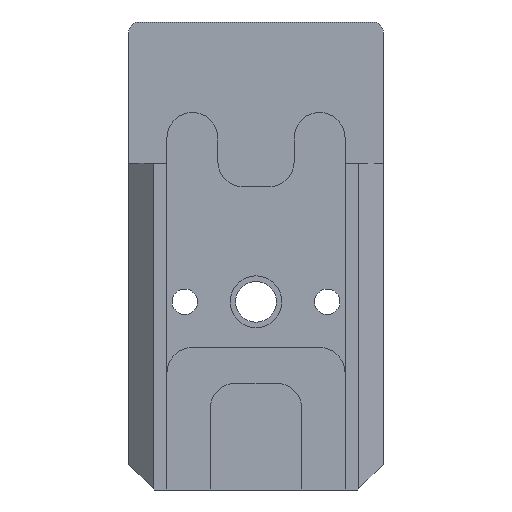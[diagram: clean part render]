
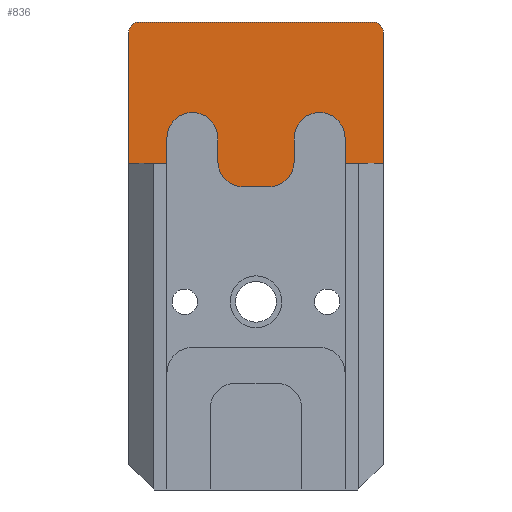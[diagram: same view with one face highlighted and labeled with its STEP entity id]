
A CAD part, front view. The second image highlights one B-rep face of the part: STEP entity #836.
In plain terms, the highlighted planar face has unit normal (0, -1, 0).
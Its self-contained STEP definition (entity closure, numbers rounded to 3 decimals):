
#63=CIRCLE('',#914,1.);
#64=CIRCLE('',#917,2.5);
#65=CIRCLE('',#918,2.5);
#66=CIRCLE('',#919,2.5);
#67=CIRCLE('',#920,2.5);
#68=CIRCLE('',#921,1.);
#99=FACE_OUTER_BOUND('',#155,.T.);
#155=EDGE_LOOP('',(#621,#622,#623,#624,#625,#626,#627,#628,#629,#630,#631,
#632,#633,#634,#635,#636));
#237=LINE('',#1322,#317);
#239=LINE('',#1326,#319);
#240=LINE('',#1328,#320);
#241=LINE('',#1330,#321);
#242=LINE('',#1334,#322);
#243=LINE('',#1338,#323);
#244=LINE('',#1342,#324);
#245=LINE('',#1346,#325);
#246=LINE('',#1348,#326);
#247=LINE('',#1350,#327);
#317=VECTOR('',#1055,10.);
#319=VECTOR('',#1059,10.);
#320=VECTOR('',#1060,10.);
#321=VECTOR('',#1061,10.);
#322=VECTOR('',#1064,10.);
#323=VECTOR('',#1067,10.);
#324=VECTOR('',#1070,10.);
#325=VECTOR('',#1073,10.);
#326=VECTOR('',#1074,10.);
#327=VECTOR('',#1075,10.);
#400=VERTEX_POINT('',#1315);
#401=VERTEX_POINT('',#1316);
#402=VERTEX_POINT('',#1321);
#403=VERTEX_POINT('',#1325);
#404=VERTEX_POINT('',#1327);
#405=VERTEX_POINT('',#1329);
#406=VERTEX_POINT('',#1331);
#407=VERTEX_POINT('',#1333);
#408=VERTEX_POINT('',#1335);
#409=VERTEX_POINT('',#1337);
#410=VERTEX_POINT('',#1339);
#411=VERTEX_POINT('',#1341);
#412=VERTEX_POINT('',#1343);
#413=VERTEX_POINT('',#1345);
#414=VERTEX_POINT('',#1347);
#415=VERTEX_POINT('',#1349);
#487=EDGE_CURVE('',#400,#401,#63,.T.);
#490=EDGE_CURVE('',#401,#402,#237,.T.);
#492=EDGE_CURVE('',#403,#400,#239,.T.);
#493=EDGE_CURVE('',#404,#403,#240,.T.);
#494=EDGE_CURVE('',#405,#404,#241,.T.);
#495=EDGE_CURVE('',#406,#405,#64,.F.);
#496=EDGE_CURVE('',#407,#406,#242,.T.);
#497=EDGE_CURVE('',#407,#408,#65,.T.);
#498=EDGE_CURVE('',#409,#408,#243,.T.);
#499=EDGE_CURVE('',#409,#410,#66,.T.);
#500=EDGE_CURVE('',#411,#410,#244,.T.);
#501=EDGE_CURVE('',#412,#411,#67,.F.);
#502=EDGE_CURVE('',#413,#412,#245,.T.);
#503=EDGE_CURVE('',#414,#413,#246,.T.);
#504=EDGE_CURVE('',#414,#415,#247,.T.);
#505=EDGE_CURVE('',#402,#415,#68,.T.);
#621=ORIENTED_EDGE('',*,*,#487,.F.);
#622=ORIENTED_EDGE('',*,*,#492,.F.);
#623=ORIENTED_EDGE('',*,*,#493,.F.);
#624=ORIENTED_EDGE('',*,*,#494,.F.);
#625=ORIENTED_EDGE('',*,*,#495,.F.);
#626=ORIENTED_EDGE('',*,*,#496,.F.);
#627=ORIENTED_EDGE('',*,*,#497,.T.);
#628=ORIENTED_EDGE('',*,*,#498,.F.);
#629=ORIENTED_EDGE('',*,*,#499,.T.);
#630=ORIENTED_EDGE('',*,*,#500,.F.);
#631=ORIENTED_EDGE('',*,*,#501,.F.);
#632=ORIENTED_EDGE('',*,*,#502,.F.);
#633=ORIENTED_EDGE('',*,*,#503,.F.);
#634=ORIENTED_EDGE('',*,*,#504,.T.);
#635=ORIENTED_EDGE('',*,*,#505,.F.);
#636=ORIENTED_EDGE('',*,*,#490,.F.);
#804=PLANE('',#916);
#836=ADVANCED_FACE('',(#99),#804,.F.);
#914=AXIS2_PLACEMENT_3D('',#1317,#1049,#1050);
#916=AXIS2_PLACEMENT_3D('',#1324,#1057,#1058);
#917=AXIS2_PLACEMENT_3D('',#1332,#1062,#1063);
#918=AXIS2_PLACEMENT_3D('',#1336,#1065,#1066);
#919=AXIS2_PLACEMENT_3D('',#1340,#1068,#1069);
#920=AXIS2_PLACEMENT_3D('',#1344,#1071,#1072);
#921=AXIS2_PLACEMENT_3D('',#1351,#1076,#1077);
#1049=DIRECTION('center_axis',(0.,1.,0.));
#1050=DIRECTION('ref_axis',(-0.707,0.,0.707));
#1055=DIRECTION('',(1.,0.,0.));
#1057=DIRECTION('center_axis',(0.,1.,0.));
#1058=DIRECTION('ref_axis',(0.,0.,1.));
#1059=DIRECTION('',(0.,0.,1.));
#1060=DIRECTION('',(-1.,0.,0.));
#1061=DIRECTION('',(0.,0.,-1.));
#1062=DIRECTION('center_axis',(0.,1.,0.));
#1063=DIRECTION('ref_axis',(0.707,0.,0.707));
#1064=DIRECTION('',(0.,0.,1.));
#1065=DIRECTION('center_axis',(0.,-1.,0.));
#1066=DIRECTION('ref_axis',(-0.707,0.,-0.707));
#1067=DIRECTION('',(-1.,0.,0.));
#1068=DIRECTION('center_axis',(0.,-1.,0.));
#1069=DIRECTION('ref_axis',(0.707,0.,-0.707));
#1070=DIRECTION('',(0.,0.,-1.));
#1071=DIRECTION('center_axis',(0.,1.,0.));
#1072=DIRECTION('ref_axis',(0.707,0.,0.707));
#1073=DIRECTION('',(0.,0.,1.));
#1074=DIRECTION('',(-1.,0.,0.));
#1075=DIRECTION('',(0.,0.,1.));
#1076=DIRECTION('center_axis',(0.,1.,0.));
#1077=DIRECTION('ref_axis',(0.707,0.,0.707));
#1315=CARTESIAN_POINT('',(-12.5,-1.85,45.));
#1316=CARTESIAN_POINT('',(-11.5,-1.85,46.));
#1317=CARTESIAN_POINT('Origin',(-11.5,-1.85,45.));
#1321=CARTESIAN_POINT('',(11.5,-1.85,46.));
#1322=CARTESIAN_POINT('',(0.,-1.85,46.));
#1324=CARTESIAN_POINT('Origin',(0.,-1.85,38.137));
#1325=CARTESIAN_POINT('',(-12.5,-1.85,32.1));
#1326=CARTESIAN_POINT('',(-12.5,-1.85,0.));
#1327=CARTESIAN_POINT('',(-8.75,-1.85,32.1));
#1328=CARTESIAN_POINT('',(-12.5,-1.85,32.1));
#1329=CARTESIAN_POINT('',(-8.75,-1.85,34.6));
#1330=CARTESIAN_POINT('',(-8.75,-1.85,32.1));
#1331=CARTESIAN_POINT('',(-3.75,-1.85,34.6));
#1332=CARTESIAN_POINT('Origin',(-6.25,-1.85,34.6));
#1333=CARTESIAN_POINT('',(-3.75,-1.85,32.3));
#1334=CARTESIAN_POINT('',(-3.75,-1.85,37.1));
#1335=CARTESIAN_POINT('',(-1.25,-1.85,29.8));
#1336=CARTESIAN_POINT('Origin',(-1.25,-1.85,32.3));
#1337=CARTESIAN_POINT('',(1.25,-1.85,29.8));
#1338=CARTESIAN_POINT('',(-3.75,-1.85,29.8));
#1339=CARTESIAN_POINT('',(3.75,-1.85,32.3));
#1340=CARTESIAN_POINT('Origin',(1.25,-1.85,32.3));
#1341=CARTESIAN_POINT('',(3.75,-1.85,34.6));
#1342=CARTESIAN_POINT('',(3.75,-1.85,29.8));
#1343=CARTESIAN_POINT('',(8.75,-1.85,34.6));
#1344=CARTESIAN_POINT('Origin',(6.25,-1.85,34.6));
#1345=CARTESIAN_POINT('',(8.75,-1.85,32.1));
#1346=CARTESIAN_POINT('',(8.75,-1.85,37.1));
#1347=CARTESIAN_POINT('',(12.5,-1.85,32.1));
#1348=CARTESIAN_POINT('',(8.75,-1.85,32.1));
#1349=CARTESIAN_POINT('',(12.5,-1.85,45.));
#1350=CARTESIAN_POINT('',(12.5,-1.85,0.));
#1351=CARTESIAN_POINT('Origin',(11.5,-1.85,45.));
